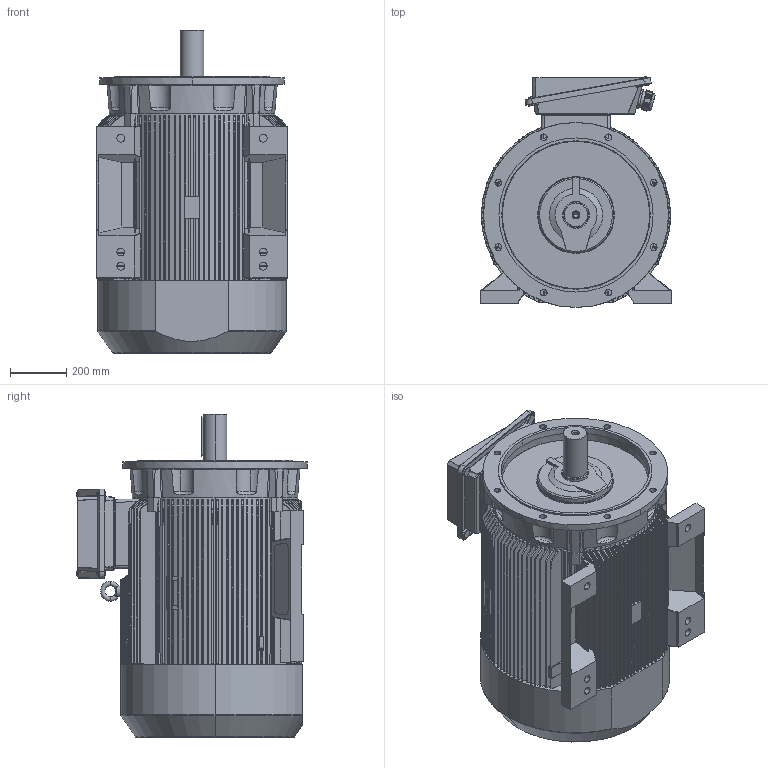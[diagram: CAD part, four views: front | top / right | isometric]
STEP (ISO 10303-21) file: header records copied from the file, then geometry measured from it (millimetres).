
FILE_DESCRIPTION (( 'STEP AP214' ), '1' );
FILE_NAME ('G-315MS 4,6,8 B35-T.WOL.STEP', '2019-08-21T08:56:13', ( '' ), ( '' ), 'SwSTEP 2.0', 'SolidWorks 2018', '' );
FILE_SCHEMA (( 'AUTOMOTIVE_DESIGN' ));
Length unit declared in the file: millimetre
Products named in the file (1): G-315MS 4,6,8 B35-T.WOL
Bounding box: 680 x 824.26 x 1155.5 mm (x, y, z)
Volume: 315639697.4 mm3; surface area: 7815622.2 mm2
Topology: 2 solids, 2 shells, 3274 faces, 9148 edges, 5924 vertices
Faces by surface type: plane 1365, bspline 824, cylinder 574, cone 447, torus 64
Entity records: 170243 total; most frequent: CARTESIAN_POINT 98141, ORIENTED_EDGE 18260, DIRECTION 10659, EDGE_CURVE 9130, VERTEX_POINT 5924, B_SPLINE_CURVE_WITH_KNOTS 4595, AXIS2_PLACEMENT_3D 4029, EDGE_LOOP 3374
